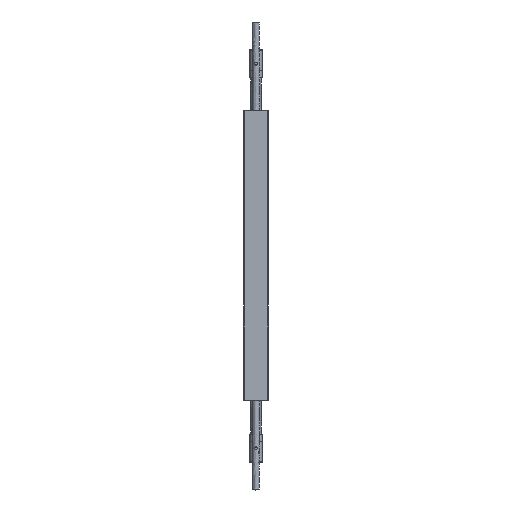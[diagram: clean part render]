
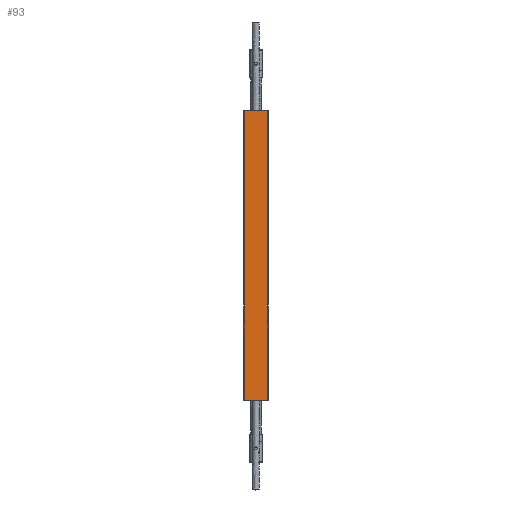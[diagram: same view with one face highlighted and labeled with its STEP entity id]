
A CAD part, top view. The second image highlights one B-rep face of the part: STEP entity #93.
In plain terms, the highlighted planar face has unit normal (0, 0, 1).
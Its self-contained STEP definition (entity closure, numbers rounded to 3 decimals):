
#93=ADVANCED_FACE('',(#176),#1077,.T.);
#176=FACE_OUTER_BOUND('',#260,.T.);
#260=EDGE_LOOP('',(#445,#446,#447,#448));
#445=ORIENTED_EDGE('',*,*,#730,.F.);
#446=ORIENTED_EDGE('',*,*,#728,.F.);
#447=ORIENTED_EDGE('',*,*,#726,.F.);
#448=ORIENTED_EDGE('',*,*,#723,.F.);
#723=EDGE_CURVE('',#982,#983,#1193,.T.);
#726=EDGE_CURVE('',#983,#984,#1196,.T.);
#728=EDGE_CURVE('',#984,#985,#1198,.T.);
#730=EDGE_CURVE('',#985,#982,#1200,.T.);
#982=VERTEX_POINT('',#1567);
#983=VERTEX_POINT('',#1568);
#984=VERTEX_POINT('',#1569);
#985=VERTEX_POINT('',#1570);
#1077=PLANE('',#1300);
#1193=B_SPLINE_CURVE_WITH_KNOTS('',1,(#1631,#1632),.UNSPECIFIED.,.F.,.F.,
(2,2),(-1604.,-862.),.UNSPECIFIED.);
#1196=B_SPLINE_CURVE_WITH_KNOTS('',1,(#1637,#1638),.UNSPECIFIED.,.F.,.F.,
(2,2),(-862.,-802.),.UNSPECIFIED.);
#1198=B_SPLINE_CURVE_WITH_KNOTS('',1,(#1641,#1642),.UNSPECIFIED.,.F.,.F.,
(2,2),(-802.,-60.),.UNSPECIFIED.);
#1200=B_SPLINE_CURVE_WITH_KNOTS('',1,(#1645,#1646),.UNSPECIFIED.,.F.,.F.,
(2,2),(-60.,0.),.UNSPECIFIED.);
#1300=AXIS2_PLACEMENT_3D('',#1550,#1342,$);
#1342=DIRECTION('',(0.,0.,1.));
#1550=CARTESIAN_POINT('',(30.,-371.,0.));
#1567=CARTESIAN_POINT('',(-30.,-371.,0.));
#1568=CARTESIAN_POINT('',(-30.,371.,0.));
#1569=CARTESIAN_POINT('',(30.,371.,0.));
#1570=CARTESIAN_POINT('',(30.,-371.,0.));
#1631=CARTESIAN_POINT('',(-30.,-371.,0.));
#1632=CARTESIAN_POINT('',(-30.,371.,0.));
#1637=CARTESIAN_POINT('',(-30.,371.,0.));
#1638=CARTESIAN_POINT('',(30.,371.,0.));
#1641=CARTESIAN_POINT('',(30.,371.,0.));
#1642=CARTESIAN_POINT('',(30.,-371.,0.));
#1645=CARTESIAN_POINT('',(30.,-371.,0.));
#1646=CARTESIAN_POINT('',(-30.,-371.,0.));
